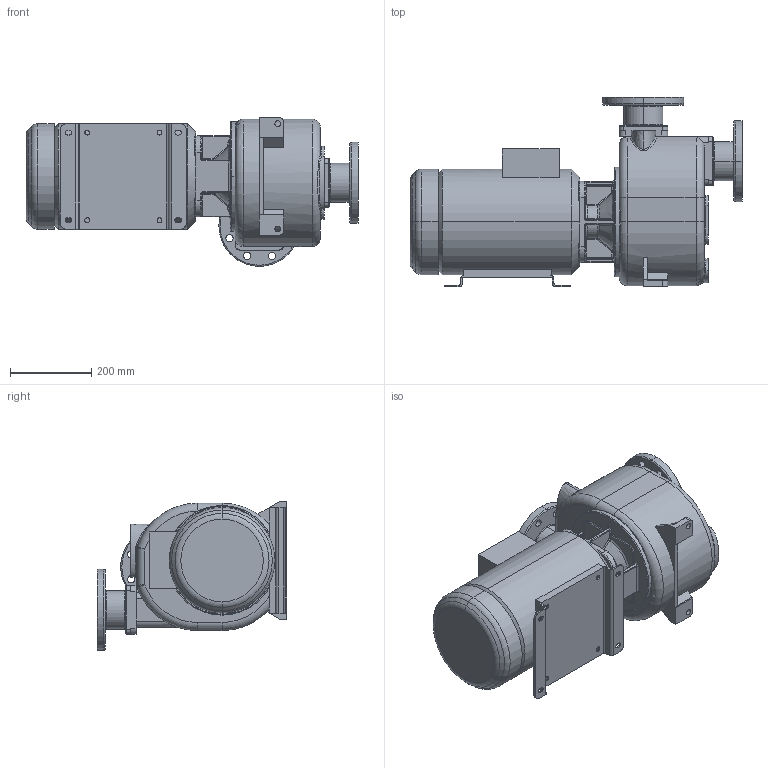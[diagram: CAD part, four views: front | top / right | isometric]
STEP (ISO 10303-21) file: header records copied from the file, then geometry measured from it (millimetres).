
FILE_DESCRIPTION((''),'2;1');
FILE_NAME('S_88_T_F','2012-02-29T',('Amenduni'),(''),'PRO/ENGINEER BY PARAMETRIC TECHNOLOGY CORPORATION, 2011370','PRO/ENGINEER BY PARAMETRIC TECHNOLOGY CORPORATION, 2011370','');
FILE_SCHEMA(('CONFIG_CONTROL_DESIGN'));
Length unit declared in the file: millimetre
Products named in the file (1): S_88_T_F
Bounding box: 818.5 x 468 x 367 mm (x, y, z)
Volume: 48707568.3 mm3; surface area: 1381409.9 mm2
Topology: 1 solids, 1 shells, 594 faces, 1443 edges, 862 vertices
Faces by surface type: cylinder 213, plane 156, bspline 120, torus 79, sphere 12, cone 10, extrusion 4
Entity records: 28627 total; most frequent: CARTESIAN_POINT 15139, ORIENTED_EDGE 2870, DIRECTION 2786, EDGE_CURVE 1435, AXIS2_PLACEMENT_3D 1126, VERTEX_POINT 862, EDGE_LOOP 661, CIRCLE 652
